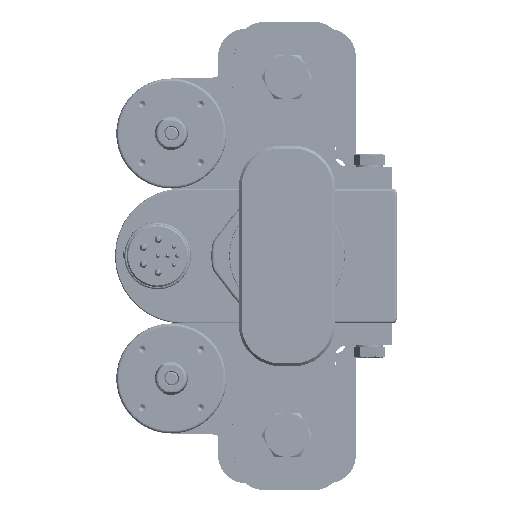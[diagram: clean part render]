
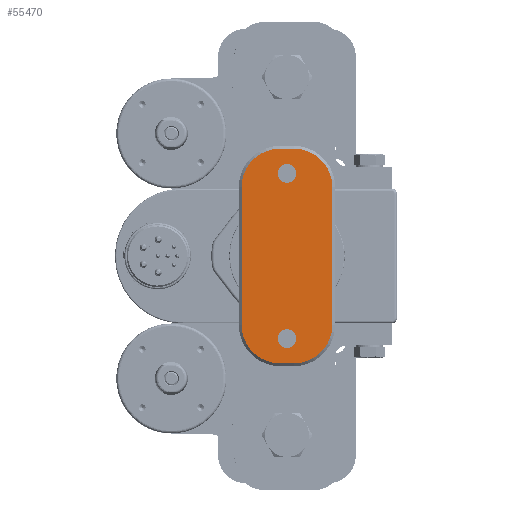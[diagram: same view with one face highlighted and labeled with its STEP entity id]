
A CAD part, left-side view. The second image highlights one B-rep face of the part: STEP entity #55470.
In plain terms, the highlighted face is planar.
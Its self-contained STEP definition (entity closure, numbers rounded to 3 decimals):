
#1 = CIRCLE ( 'NONE', #14672, 14. ) ;
#1208 = DIRECTION ( 'NONE',  ( 0., 0., 1. ) ) ;
#1533 = DIRECTION ( 'NONE',  ( 0., 0., 1. ) ) ;
#1770 = CARTESIAN_POINT ( 'NONE',  ( 25., -2.5, 15. ) ) ;
#2353 = EDGE_CURVE ( 'NONE', #47272, #54539, #50167, .T. ) ;
#2403 = EDGE_CURVE ( 'NONE', #5131, #46106, #16637, .T. ) ;
#3656 = VERTEX_POINT ( 'NONE', #23202 ) ;
#4347 = VECTOR ( 'NONE', #11607, 1000. ) ;
#5005 = EDGE_LOOP ( 'NONE', ( #48340 ) ) ;
#5131 = VERTEX_POINT ( 'NONE', #22894 ) ;
#6232 = ORIENTED_EDGE ( 'NONE', *, *, #23775, .T. ) ;
#6644 = CARTESIAN_POINT ( 'NONE',  ( 25., -16.5, 15. ) ) ;
#7108 = CARTESIAN_POINT ( 'NONE',  ( -25., 2.5, 15. ) ) ;
#7136 = CARTESIAN_POINT ( 'NONE',  ( -25., 16.5, 15. ) ) ;
#7232 = AXIS2_PLACEMENT_3D ( 'NONE', #1770, #1208, #10071 ) ;
#7981 = CARTESIAN_POINT ( 'NONE',  ( -25., 16.5, 15. ) ) ;
#9350 = VERTEX_POINT ( 'NONE', #14268 ) ;
#9396 = EDGE_CURVE ( 'NONE', #40976, #23172, #55462, .T. ) ;
#10071 = DIRECTION ( 'NONE',  ( 1., 0., 0. ) ) ;
#11607 = DIRECTION ( 'NONE',  ( 0., -1., 0. ) ) ;
#14268 = CARTESIAN_POINT ( 'NONE',  ( -26.6, 0., 15. ) ) ;
#14672 = AXIS2_PLACEMENT_3D ( 'NONE', #7108, #24430, #25007 ) ;
#14776 = DIRECTION ( 'NONE',  ( 1., 0., 0. ) ) ;
#15055 = FACE_OUTER_BOUND ( 'NONE', #36123, .T. ) ;
#16637 = LINE ( 'NONE', #7981, #52497 ) ;
#17359 = CIRCLE ( 'NONE', #56986, 14. ) ;
#19389 = CARTESIAN_POINT ( 'NONE',  ( -25., -2.5, 15. ) ) ;
#19524 = DIRECTION ( 'NONE',  ( 1., 0., 0. ) ) ;
#20092 = CIRCLE ( 'NONE', #35905, 3.4 ) ;
#20743 = VERTEX_POINT ( 'NONE', #24803 ) ;
#22894 = CARTESIAN_POINT ( 'NONE',  ( 25., 16.5, 15. ) ) ;
#23036 = VERTEX_POINT ( 'NONE', #30885 ) ;
#23172 = VERTEX_POINT ( 'NONE', #46182 ) ;
#23202 = CARTESIAN_POINT ( 'NONE',  ( 39., 2.5, 15. ) ) ;
#23205 = DIRECTION ( 'NONE',  ( 0., 0., 1. ) ) ;
#23279 = DIRECTION ( 'NONE',  ( 0., 0., 1. ) ) ;
#23775 = EDGE_CURVE ( 'NONE', #23172, #47272, #29501, .T. ) ;
#24430 = DIRECTION ( 'NONE',  ( 0., 0., 1. ) ) ;
#24803 = CARTESIAN_POINT ( 'NONE',  ( 33.4, 0., 15. ) ) ;
#25007 = DIRECTION ( 'NONE',  ( 1., 0., 0. ) ) ;
#25553 = ORIENTED_EDGE ( 'NONE', *, *, #2403, .T. ) ;
#27325 = CARTESIAN_POINT ( 'NONE',  ( -30., 0., 15. ) ) ;
#29056 = EDGE_CURVE ( 'NONE', #20743, #20743, #53295, .T. ) ;
#29166 = EDGE_CURVE ( 'NONE', #46106, #40976, #1, .T. ) ;
#29501 = CIRCLE ( 'NONE', #38733, 14. ) ;
#29587 = CARTESIAN_POINT ( 'NONE',  ( 39., 0., 15. ) ) ;
#30885 = CARTESIAN_POINT ( 'NONE',  ( 39., -2.5, 15. ) ) ;
#31226 = VECTOR ( 'NONE', #50630, 1000. ) ;
#31320 = ORIENTED_EDGE ( 'NONE', *, *, #34789, .T. ) ;
#32318 = DIRECTION ( 'NONE',  ( 0., 0., 1. ) ) ;
#32336 = DIRECTION ( 'NONE',  ( 1., 0., 0. ) ) ;
#32590 = CARTESIAN_POINT ( 'NONE',  ( 30., 0., 15. ) ) ;
#33058 = LINE ( 'NONE', #29587, #31226 ) ;
#33573 = CARTESIAN_POINT ( 'NONE',  ( -39., 0., 15. ) ) ;
#33955 = EDGE_CURVE ( 'NONE', #54539, #23036, #39510, .T. ) ;
#34789 = EDGE_CURVE ( 'NONE', #3656, #5131, #17359, .T. ) ;
#35905 = AXIS2_PLACEMENT_3D ( 'NONE', #27325, #23279, #19524 ) ;
#36123 = EDGE_LOOP ( 'NONE', ( #55500, #31320, #25553, #52156, #36646, #6232, #38769, #39345 ) ) ;
#36212 = CARTESIAN_POINT ( 'NONE',  ( 25., 2.5, 15. ) ) ;
#36646 = ORIENTED_EDGE ( 'NONE', *, *, #9396, .T. ) ;
#37007 = DIRECTION ( 'NONE',  ( 1., 0., 0. ) ) ;
#38587 = DIRECTION ( 'NONE',  ( -1., 0., 0. ) ) ;
#38631 = ORIENTED_EDGE ( 'NONE', *, *, #42014, .F. ) ;
#38733 = AXIS2_PLACEMENT_3D ( 'NONE', #19389, #45892, #37007 ) ;
#38769 = ORIENTED_EDGE ( 'NONE', *, *, #2353, .T. ) ;
#39345 = ORIENTED_EDGE ( 'NONE', *, *, #33955, .T. ) ;
#39510 = CIRCLE ( 'NONE', #7232, 14. ) ;
#40976 = VERTEX_POINT ( 'NONE', #43218 ) ;
#40994 = CARTESIAN_POINT ( 'NONE',  ( 0., 0., 15. ) ) ;
#42014 = EDGE_CURVE ( 'NONE', #9350, #9350, #20092, .T. ) ;
#42732 = EDGE_CURVE ( 'NONE', #23036, #3656, #33058, .T. ) ;
#43218 = CARTESIAN_POINT ( 'NONE',  ( -39., 2.5, 15. ) ) ;
#45010 = AXIS2_PLACEMENT_3D ( 'NONE', #32590, #32318, #49870 ) ;
#45027 = PLANE ( 'NONE',  #55109 ) ;
#45298 = CARTESIAN_POINT ( 'NONE',  ( 25., -16.5, 15. ) ) ;
#45892 = DIRECTION ( 'NONE',  ( 0., 0., 1. ) ) ;
#46106 = VERTEX_POINT ( 'NONE', #7136 ) ;
#46182 = CARTESIAN_POINT ( 'NONE',  ( -39., -2.5, 15. ) ) ;
#47272 = VERTEX_POINT ( 'NONE', #48967 ) ;
#48340 = ORIENTED_EDGE ( 'NONE', *, *, #29056, .F. ) ;
#48967 = CARTESIAN_POINT ( 'NONE',  ( -25., -16.5, 15. ) ) ;
#49427 = DIRECTION ( 'NONE',  ( 1., 0., 0. ) ) ;
#49870 = DIRECTION ( 'NONE',  ( 1., 0., 0. ) ) ;
#50167 = LINE ( 'NONE', #6644, #50679 ) ;
#50630 = DIRECTION ( 'NONE',  ( 0., 1., 0. ) ) ;
#50679 = VECTOR ( 'NONE', #32336, 1000. ) ;
#52156 = ORIENTED_EDGE ( 'NONE', *, *, #29166, .T. ) ;
#52497 = VECTOR ( 'NONE', #38587, 1000. ) ;
#52541 = EDGE_LOOP ( 'NONE', ( #38631 ) ) ;
#53295 = CIRCLE ( 'NONE', #45010, 3.4 ) ;
#54254 = FACE_BOUND ( 'NONE', #5005, .T. ) ;
#54527 = FACE_BOUND ( 'NONE', #52541, .T. ) ;
#54539 = VERTEX_POINT ( 'NONE', #45298 ) ;
#55109 = AXIS2_PLACEMENT_3D ( 'NONE', #40994, #1533, #14776 ) ;
#55462 = LINE ( 'NONE', #33573, #4347 ) ;
#55470 = ADVANCED_FACE ( 'NONE', ( #15055, #54254, #54527 ), #45027, .T. ) ;
#55500 = ORIENTED_EDGE ( 'NONE', *, *, #42732, .T. ) ;
#56986 = AXIS2_PLACEMENT_3D ( 'NONE', #36212, #23205, #49427 ) ;
